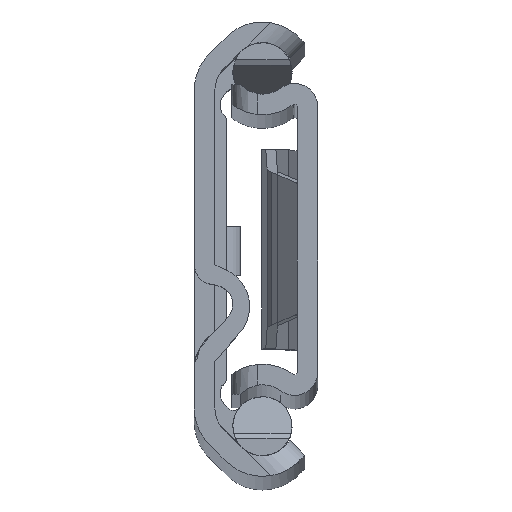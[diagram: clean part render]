
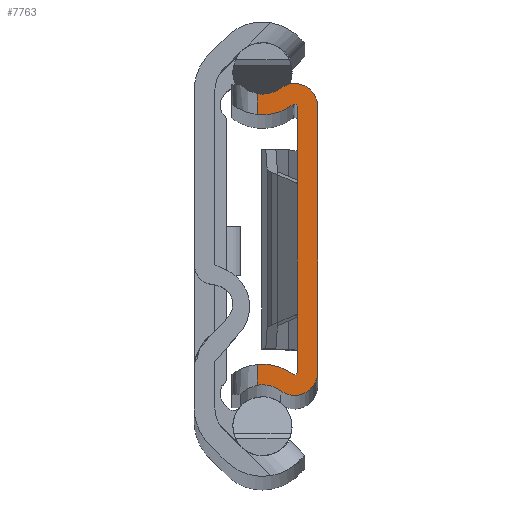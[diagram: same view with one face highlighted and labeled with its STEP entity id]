
A CAD part, top view. The second image highlights one B-rep face of the part: STEP entity #7763.
In plain terms, the highlighted planar face has unit normal (0, 0, 1).
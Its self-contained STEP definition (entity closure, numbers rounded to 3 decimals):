
#399 = VERTEX_POINT ( 'NONE', #5929 ) ;
#422 = CARTESIAN_POINT ( 'NONE',  ( -1.8, 10.32, 0. ) ) ;
#526 = ORIENTED_EDGE ( 'NONE', *, *, #11985, .T. ) ;
#642 = CARTESIAN_POINT ( 'NONE',  ( -1.8, -10.32, 0. ) ) ;
#685 = AXIS2_PLACEMENT_3D ( 'NONE', #5271, #7097, #3167 ) ;
#781 = CIRCLE ( 'NONE', #6004, 1.8 ) ;
#933 = VERTEX_POINT ( 'NONE', #6091 ) ;
#1003 = CARTESIAN_POINT ( 'NONE',  ( -4.3, 13.67, 0. ) ) ;
#1032 = CARTESIAN_POINT ( 'NONE',  ( -4.7, 11.324, 0. ) ) ;
#1065 = DIRECTION ( 'NONE',  ( 1., 0., 0. ) ) ;
#1443 = VERTEX_POINT ( 'NONE', #5779 ) ;
#1448 = EDGE_CURVE ( 'NONE', #4743, #5200, #5057, .T. ) ;
#1457 = AXIS2_PLACEMENT_3D ( 'NONE', #10556, #4682, #12631 ) ;
#1583 = EDGE_CURVE ( 'NONE', #2287, #1931, #2715, .T. ) ;
#1594 = DIRECTION ( 'NONE',  ( 0., 1., 0. ) ) ;
#1922 = DIRECTION ( 'NONE',  ( 1., 0., 0. ) ) ;
#1931 = VERTEX_POINT ( 'NONE', #2820 ) ;
#1981 = FACE_OUTER_BOUND ( 'NONE', #2011, .T. ) ;
#2011 = EDGE_LOOP ( 'NONE', ( #2099, #7797, #4776, #526, #6145, #11432, #6701, #6088, #12339, #8470, #9322, #9273 ) ) ;
#2060 = CARTESIAN_POINT ( 'NONE',  ( -1.6, -10.32, 0. ) ) ;
#2095 = CARTESIAN_POINT ( 'NONE',  ( -1.6, 0., 0. ) ) ;
#2099 = ORIENTED_EDGE ( 'NONE', *, *, #1448, .T. ) ;
#2129 = LINE ( 'NONE', #3105, #6448 ) ;
#2287 = VERTEX_POINT ( 'NONE', #10852 ) ;
#2715 = CIRCLE ( 'NONE', #685, 2.38 ) ;
#2762 = DIRECTION ( 'NONE',  ( 1., 0., 0. ) ) ;
#2766 = DIRECTION ( 'NONE',  ( 0., -1., 0. ) ) ;
#2819 = VERTEX_POINT ( 'NONE', #6782 ) ;
#2820 = CARTESIAN_POINT ( 'NONE',  ( -2.877, -11.763, 0. ) ) ;
#3058 = EDGE_CURVE ( 'NONE', #5749, #933, #4618, .T. ) ;
#3105 = CARTESIAN_POINT ( 'NONE',  ( -4.7, 10.32, 0. ) ) ;
#3121 = EDGE_CURVE ( 'NONE', #933, #8627, #8644, .T. ) ;
#3167 = DIRECTION ( 'NONE',  ( 1., 0., 0. ) ) ;
#3185 = CARTESIAN_POINT ( 'NONE',  ( -4.7, -9.71, 0. ) ) ;
#3279 = VECTOR ( 'NONE', #2766, 1000. ) ;
#3508 = EDGE_CURVE ( 'NONE', #2819, #4210, #10119, .T. ) ;
#3599 = CARTESIAN_POINT ( 'NONE',  ( 0., -10.32, 0. ) ) ;
#3710 = AXIS2_PLACEMENT_3D ( 'NONE', #10533, #5564, #12550 ) ;
#3736 = CIRCLE ( 'NONE', #1457, 0.2 ) ;
#3843 = AXIS2_PLACEMENT_3D ( 'NONE', #422, #4419, #2762 ) ;
#4015 = CARTESIAN_POINT ( 'NONE',  ( -4.3, -13.67, 0. ) ) ;
#4210 = VERTEX_POINT ( 'NONE', #2060 ) ;
#4343 = CIRCLE ( 'NONE', #3710, 0.2 ) ;
#4419 = DIRECTION ( 'NONE',  ( 0., 0., 1. ) ) ;
#4618 = LINE ( 'NONE', #6511, #6573 ) ;
#4646 = DIRECTION ( 'NONE',  ( 0., 0., 1. ) ) ;
#4682 = DIRECTION ( 'NONE',  ( 0., 0., -1. ) ) ;
#4743 = VERTEX_POINT ( 'NONE', #7215 ) ;
#4776 = ORIENTED_EDGE ( 'NONE', *, *, #1583, .T. ) ;
#4808 = DIRECTION ( 'NONE',  ( 0., 0., 1. ) ) ;
#5057 = CIRCLE ( 'NONE', #12347, 3.98 ) ;
#5108 = DIRECTION ( 'NONE',  ( 0., -1., 0. ) ) ;
#5200 = VERTEX_POINT ( 'NONE', #3185 ) ;
#5271 = CARTESIAN_POINT ( 'NONE',  ( -4.3, -13.67, 0. ) ) ;
#5564 = DIRECTION ( 'NONE',  ( 0., 0., -1. ) ) ;
#5652 = LINE ( 'NONE', #6819, #3279 ) ;
#5749 = VERTEX_POINT ( 'NONE', #3599 ) ;
#5779 = CARTESIAN_POINT ( 'NONE',  ( -4.7, 9.71, 0. ) ) ;
#5929 = CARTESIAN_POINT ( 'NONE',  ( -1.92, 10.48, 0. ) ) ;
#5992 = CIRCLE ( 'NONE', #10590, 2.38 ) ;
#6004 = AXIS2_PLACEMENT_3D ( 'NONE', #642, #4646, #11747 ) ;
#6088 = ORIENTED_EDGE ( 'NONE', *, *, #9168, .T. ) ;
#6091 = CARTESIAN_POINT ( 'NONE',  ( 0., 10.32, 0. ) ) ;
#6145 = ORIENTED_EDGE ( 'NONE', *, *, #3058, .T. ) ;
#6184 = AXIS2_PLACEMENT_3D ( 'NONE', #10888, #10946, #1922 ) ;
#6303 = DIRECTION ( 'NONE',  ( 1., 0., 0. ) ) ;
#6448 = VECTOR ( 'NONE', #7103, 1000. ) ;
#6482 = EDGE_CURVE ( 'NONE', #399, #2819, #3736, .T. ) ;
#6511 = CARTESIAN_POINT ( 'NONE',  ( 0., 10.32, 0. ) ) ;
#6573 = VECTOR ( 'NONE', #1594, 1000. ) ;
#6701 = ORIENTED_EDGE ( 'NONE', *, *, #9598, .T. ) ;
#6782 = CARTESIAN_POINT ( 'NONE',  ( -1.6, 10.32, 0. ) ) ;
#6819 = CARTESIAN_POINT ( 'NONE',  ( -4.7, 10.32, 0. ) ) ;
#6905 = VERTEX_POINT ( 'NONE', #1032 ) ;
#6955 = PLANE ( 'NONE',  #6184 ) ;
#7097 = DIRECTION ( 'NONE',  ( 0., 0., -1. ) ) ;
#7103 = DIRECTION ( 'NONE',  ( 0., -1., 0. ) ) ;
#7215 = CARTESIAN_POINT ( 'NONE',  ( -1.92, -10.48, 0. ) ) ;
#7763 = ADVANCED_FACE ( 'NONE', ( #1981 ), #6955, .T. ) ;
#7797 = ORIENTED_EDGE ( 'NONE', *, *, #9384, .T. ) ;
#8395 = CARTESIAN_POINT ( 'NONE',  ( -4.3, 13.67, 0. ) ) ;
#8418 = EDGE_CURVE ( 'NONE', #4210, #4743, #4343, .T. ) ;
#8470 = ORIENTED_EDGE ( 'NONE', *, *, #6482, .T. ) ;
#8627 = VERTEX_POINT ( 'NONE', #11696 ) ;
#8644 = CIRCLE ( 'NONE', #3843, 1.8 ) ;
#8786 = DIRECTION ( 'NONE',  ( 1., 0., 0. ) ) ;
#8966 = DIRECTION ( 'NONE',  ( 0., 0., -1. ) ) ;
#9056 = VECTOR ( 'NONE', #5108, 1000. ) ;
#9168 = EDGE_CURVE ( 'NONE', #6905, #1443, #2129, .T. ) ;
#9193 = CIRCLE ( 'NONE', #12733, 3.98 ) ;
#9273 = ORIENTED_EDGE ( 'NONE', *, *, #8418, .T. ) ;
#9322 = ORIENTED_EDGE ( 'NONE', *, *, #3508, .T. ) ;
#9384 = EDGE_CURVE ( 'NONE', #5200, #2287, #5652, .T. ) ;
#9598 = EDGE_CURVE ( 'NONE', #8627, #6905, #5992, .T. ) ;
#10119 = LINE ( 'NONE', #2095, #9056 ) ;
#10533 = CARTESIAN_POINT ( 'NONE',  ( -1.8, -10.32, 0. ) ) ;
#10556 = CARTESIAN_POINT ( 'NONE',  ( -1.8, 10.32, 0. ) ) ;
#10590 = AXIS2_PLACEMENT_3D ( 'NONE', #1003, #8966, #1065 ) ;
#10852 = CARTESIAN_POINT ( 'NONE',  ( -4.7, -11.324, 0. ) ) ;
#10888 = CARTESIAN_POINT ( 'NONE',  ( -1.8, 10.32, 0. ) ) ;
#10946 = DIRECTION ( 'NONE',  ( 0., 0., 1. ) ) ;
#11068 = EDGE_CURVE ( 'NONE', #1443, #399, #9193, .T. ) ;
#11432 = ORIENTED_EDGE ( 'NONE', *, *, #3121, .T. ) ;
#11696 = CARTESIAN_POINT ( 'NONE',  ( -2.877, 11.763, 0. ) ) ;
#11747 = DIRECTION ( 'NONE',  ( 1., 0., 0. ) ) ;
#11985 = EDGE_CURVE ( 'NONE', #1931, #5749, #781, .T. ) ;
#12339 = ORIENTED_EDGE ( 'NONE', *, *, #11068, .T. ) ;
#12347 = AXIS2_PLACEMENT_3D ( 'NONE', #4015, #4808, #8786 ) ;
#12370 = DIRECTION ( 'NONE',  ( 0., 0., 1. ) ) ;
#12550 = DIRECTION ( 'NONE',  ( 1., 0., 0. ) ) ;
#12631 = DIRECTION ( 'NONE',  ( 1., 0., 0. ) ) ;
#12733 = AXIS2_PLACEMENT_3D ( 'NONE', #8395, #12370, #6303 ) ;
